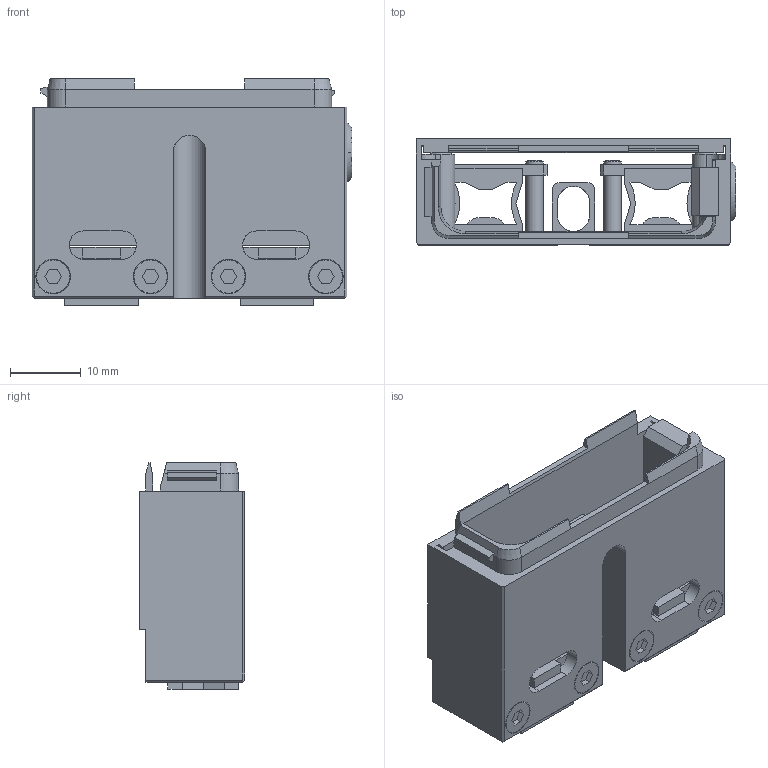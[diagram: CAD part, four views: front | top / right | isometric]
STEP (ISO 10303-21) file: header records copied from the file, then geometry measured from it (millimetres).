
FILE_DESCRIPTION((''),'2;1');
FILE_NAME('SIMAN30K','2019-10-31T',('presta_be4'),(''),'CREO PARAMETRIC BY PTC INC, 2018360','CREO PARAMETRIC BY PTC INC, 2018360','');
FILE_SCHEMA(('CONFIG_CONTROL_DESIGN'));
Length unit declared in the file: millimetre
Products named in the file (1): SIMAN30K
Bounding box: 45.2 x 14.96 x 32 mm (x, y, z)
Volume: 6620.3 mm3; surface area: 9676.3 mm2
Topology: 2 solids, 2 shells, 418 faces, 1073 edges, 676 vertices
Faces by surface type: plane 241, cylinder 107, cone 52, torus 18
Entity records: 15006 total; most frequent: CARTESIAN_POINT 4649, ORIENTED_EDGE 2142, DIRECTION 2128, EDGE_CURVE 1071, VECTOR 790, LINE 790, VERTEX_POINT 676, AXIS2_PLACEMENT_3D 669
